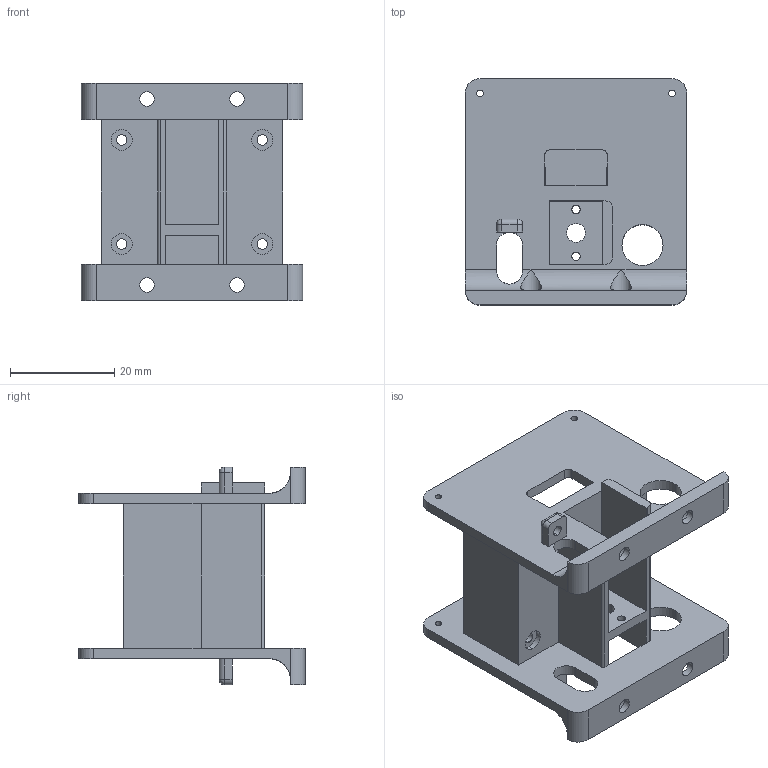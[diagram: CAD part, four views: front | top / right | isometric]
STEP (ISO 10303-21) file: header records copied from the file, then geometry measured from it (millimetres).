
FILE_DESCRIPTION (( 'STEP AP214' ), '1' );
FILE_NAME ('sensor_base.STEP', '2024-01-19T12:17:18', ( '' ), ( '' ), 'SwSTEP 2.0', 'SolidWorks 2022', '' );
FILE_SCHEMA (( 'AUTOMOTIVE_DESIGN' ));
Length unit declared in the file: millimetre
Products named in the file (1): sensor_base
Bounding box: 42.56 x 43.5 x 41.8 mm (x, y, z)
Volume: 12926.5 mm3; surface area: 13769.4 mm2
Topology: 1 solids, 1 shells, 222 faces, 586 edges, 376 vertices
Faces by surface type: cylinder 119, plane 91, torus 8, sphere 4
Entity records: 7324 total; most frequent: CARTESIAN_POINT 1528, DIRECTION 1256, ORIENTED_EDGE 1164, EDGE_CURVE 582, AXIS2_PLACEMENT_3D 470, VERTEX_POINT 376, VECTOR 316, LINE 316
